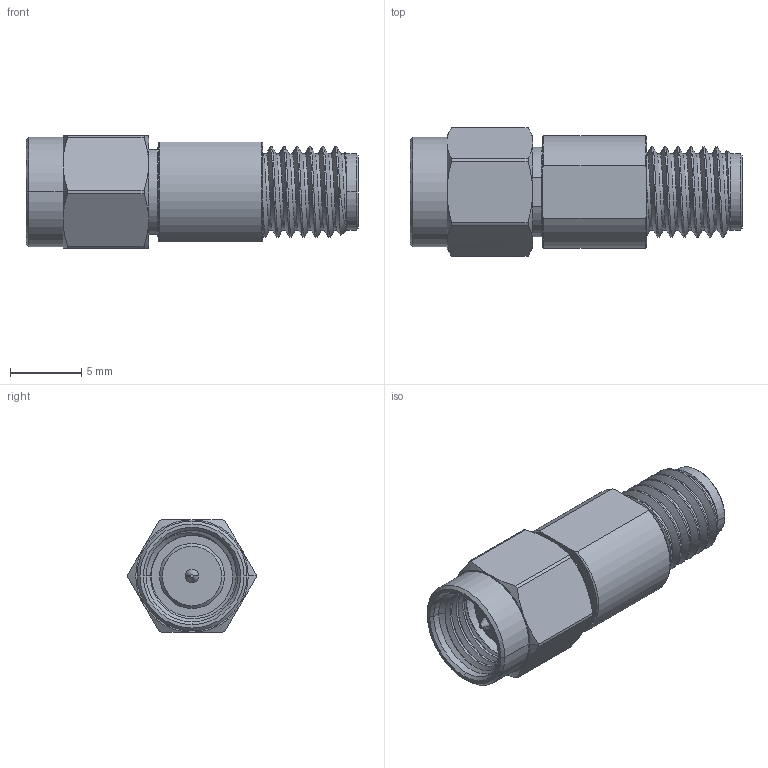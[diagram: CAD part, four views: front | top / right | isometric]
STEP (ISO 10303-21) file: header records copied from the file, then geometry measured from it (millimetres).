
FILE_DESCRIPTION (( 'STEP AP214' ), '1' );
FILE_NAME ('FMAD1635_3D.step', '2023-03-14T21:02:23', ( '' ), ( '' ), 'SwSTEP 2.0', 'SolidWorks 2022', '' );
FILE_SCHEMA (( 'AUTOMOTIVE_DESIGN' ));
Length unit declared in the file: millimetre
Products named in the file (4): FMAD1635_3D; ADS-185-3-185-3-3^FMAD1635; 2.92 mm PLUG^FMAD1635; 3.5 JACK^FMAD1635
Assembly tree (3 placements, depth 2):
  FMAD1635_3D
    2.92 mm PLUG^FMAD1635
    ADS-185-3-185-3-3^FMAD1635
    3.5 JACK^FMAD1635
Bounding box: 23.3 x 9 x 7.9 mm (x, y, z)
Volume: 819.1 mm3; surface area: 1297.1 mm2
Topology: 3 solids, 3 shells, 151 faces, 376 edges, 237 vertices
Faces by surface type: cylinder 63, cone 47, plane 29, bspline 6, torus 6
Entity records: 8588 total; most frequent: CARTESIAN_POINT 4981, ORIENTED_EDGE 752, DIRECTION 717, EDGE_CURVE 376, AXIS2_PLACEMENT_3D 297, VERTEX_POINT 237, EDGE_LOOP 161, FACE_OUTER_BOUND 151
